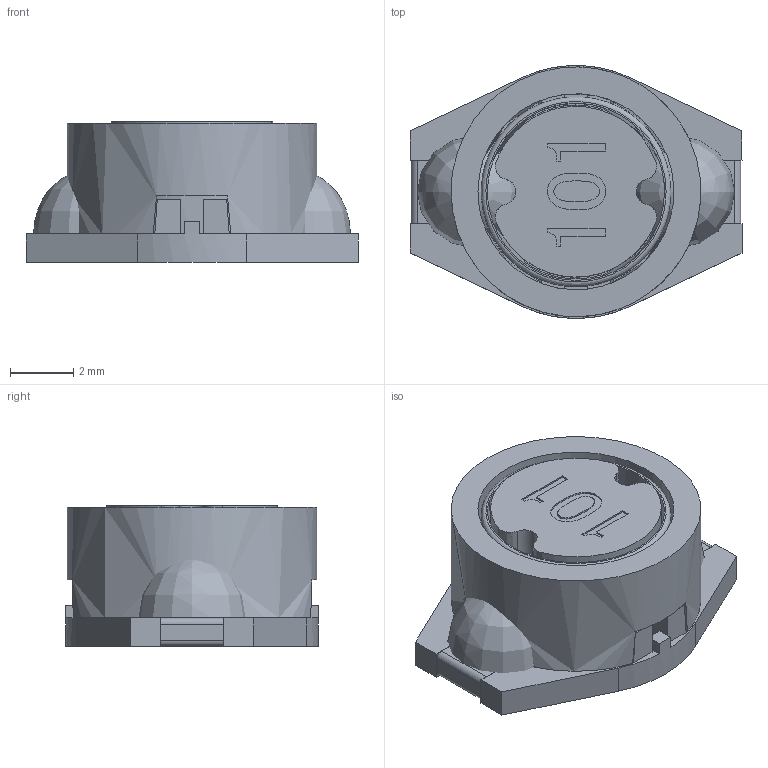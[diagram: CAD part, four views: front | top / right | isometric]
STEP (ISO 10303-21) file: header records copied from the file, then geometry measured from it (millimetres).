
FILE_DESCRIPTION( ('This file contains a STEP AP42 implementation' ,'as created by ZW3D STEP Interface translator.') ,'2;1' );
FILE_NAME( 'SB0805-F(101).stp' ,'14 925. 95125', (''), ('ZWCAD Software Co.'), 'Version 1.0', 'ZW3D to STEP translator', '' );
FILE_SCHEMA( ('CONFIG_CONTROL_DESIGN') );
Length unit declared in the file: millimetre
Products named in the file (1): 0
Bounding box: 10.5 x 8 x 4.45 mm (x, y, z)
Volume: 203.6 mm3; surface area: 719.3 mm2
Topology: 8 solids, 8 shells, 174 faces, 464 edges, 309 vertices
Faces by surface type: bspline 174
Entity records: 5499 total; most frequent: CARTESIAN_POINT 2769, ORIENTED_EDGE 924, EDGE_CURVE 462, B_SPLINE_CURVE_WITH_KNOTS 320, VERTEX_POINT 309, EDGE_LOOP 183, FACE_OUTER_BOUND 174, ADVANCED_FACE 174
